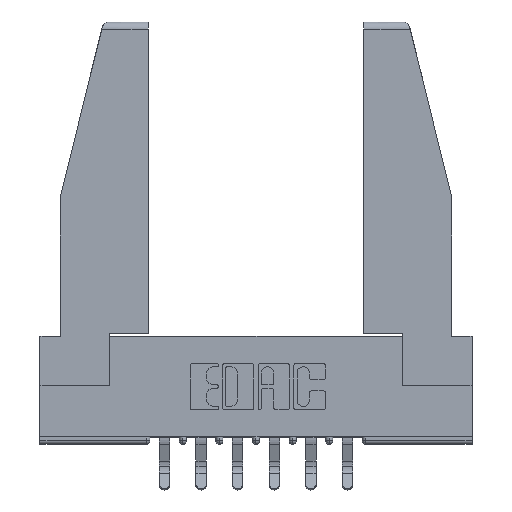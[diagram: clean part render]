
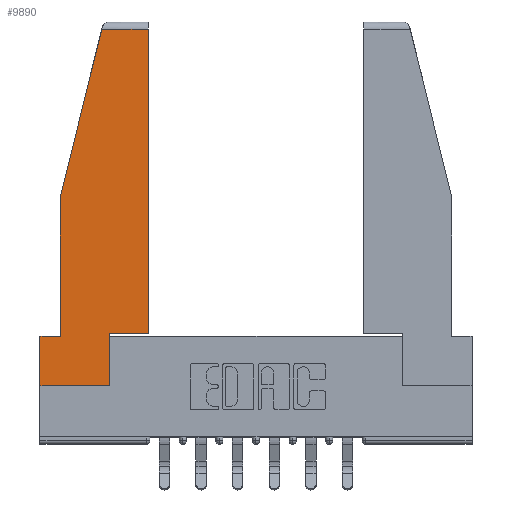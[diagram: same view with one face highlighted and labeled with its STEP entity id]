
A CAD part, top view. The second image highlights one B-rep face of the part: STEP entity #9890.
In plain terms, the highlighted planar face has unit normal (0, 0, 1).
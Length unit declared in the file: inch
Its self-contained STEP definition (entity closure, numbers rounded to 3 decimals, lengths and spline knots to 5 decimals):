
#274 = VERTEX_POINT ( 'NONE', #4415 ) ;
#329 = EDGE_CURVE ( 'NONE', #5337, #4493, #11082, .T. ) ;
#397 = VECTOR ( 'NONE', #10737, 39.37008 ) ;
#607 = VECTOR ( 'NONE', #2153, 39.37008 ) ;
#1045 = EDGE_LOOP ( 'NONE', ( #8727, #1865, #9429, #2427, #12437, #1585, #2037, #8683, #5003 ) ) ;
#1446 = EDGE_CURVE ( 'NONE', #13213, #13261, #10872, .T. ) ;
#1585 = ORIENTED_EDGE ( 'NONE', *, *, #3075, .T. ) ;
#1686 = VECTOR ( 'NONE', #11620, 39.37008 ) ;
#1865 = ORIENTED_EDGE ( 'NONE', *, *, #4092, .T. ) ;
#2037 = ORIENTED_EDGE ( 'NONE', *, *, #329, .T. ) ;
#2153 = DIRECTION ( 'NONE',  ( 0., 1., 0. ) ) ;
#2226 = CARTESIAN_POINT ( 'NONE',  ( 0., 1.52, 0. ) ) ;
#2234 = DIRECTION ( 'NONE',  ( 0., 1., 0. ) ) ;
#2427 = ORIENTED_EDGE ( 'NONE', *, *, #8022, .T. ) ;
#2715 = CARTESIAN_POINT ( 'NONE',  ( 0., 0.21, 0. ) ) ;
#2840 = LINE ( 'NONE', #9465, #1686 ) ;
#3075 = EDGE_CURVE ( 'NONE', #13261, #5337, #2840, .T. ) ;
#3110 = VECTOR ( 'NONE', #11603, 39.37008 ) ;
#3270 = CARTESIAN_POINT ( 'NONE',  ( 0., 0., 0. ) ) ;
#4032 = DIRECTION ( 'NONE',  ( 0., -1., 0. ) ) ;
#4092 = EDGE_CURVE ( 'NONE', #7242, #6085, #11474, .T. ) ;
#4219 = CARTESIAN_POINT ( 'NONE',  ( 0.297, 0., 0. ) ) ;
#4415 = CARTESIAN_POINT ( 'NONE',  ( 0.461, 0.223, 0. ) ) ;
#4493 = VERTEX_POINT ( 'NONE', #5186 ) ;
#4549 = EDGE_CURVE ( 'NONE', #6085, #8334, #9325, .T. ) ;
#4730 = CARTESIAN_POINT ( 'NONE',  ( 0.086, 0.8, 0. ) ) ;
#5003 = ORIENTED_EDGE ( 'NONE', *, *, #5388, .T. ) ;
#5014 = PLANE ( 'NONE',  #8031 ) ;
#5186 = CARTESIAN_POINT ( 'NONE',  ( 0.297, 0., 0. ) ) ;
#5337 = VERTEX_POINT ( 'NONE', #11721 ) ;
#5388 = EDGE_CURVE ( 'NONE', #13467, #274, #5390, .T. ) ;
#5390 = LINE ( 'NONE', #7583, #9936 ) ;
#5824 = CARTESIAN_POINT ( 'NONE',  ( 0.086, 0.21, 0. ) ) ;
#6085 = VERTEX_POINT ( 'NONE', #13321 ) ;
#6467 = CARTESIAN_POINT ( 'NONE',  ( 0., 0.21, 0. ) ) ;
#6711 = VECTOR ( 'NONE', #10543, 39.37008 ) ;
#7242 = VERTEX_POINT ( 'NONE', #7775 ) ;
#7488 = LINE ( 'NONE', #4219, #607 ) ;
#7583 = CARTESIAN_POINT ( 'NONE',  ( 0.297, 0.223, 0. ) ) ;
#7660 = FACE_OUTER_BOUND ( 'NONE', #1045, .T. ) ;
#7730 = LINE ( 'NONE', #10515, #9211 ) ;
#7775 = CARTESIAN_POINT ( 'NONE',  ( 0.461, 1.52, 0. ) ) ;
#8022 = EDGE_CURVE ( 'NONE', #8334, #13213, #12820, .T. ) ;
#8031 = AXIS2_PLACEMENT_3D ( 'NONE', #13420, #11483, #12532 ) ;
#8334 = VERTEX_POINT ( 'NONE', #4730 ) ;
#8647 = DIRECTION ( 'NONE',  ( 1., 0., 0. ) ) ;
#8683 = ORIENTED_EDGE ( 'NONE', *, *, #9049, .T. ) ;
#8727 = ORIENTED_EDGE ( 'NONE', *, *, #9071, .T. ) ;
#9049 = EDGE_CURVE ( 'NONE', #4493, #13467, #7488, .T. ) ;
#9071 = EDGE_CURVE ( 'NONE', #274, #7242, #7730, .T. ) ;
#9211 = VECTOR ( 'NONE', #2234, 39.37008 ) ;
#9325 = LINE ( 'NONE', #9530, #6711 ) ;
#9429 = ORIENTED_EDGE ( 'NONE', *, *, #4549, .T. ) ;
#9465 = CARTESIAN_POINT ( 'NONE',  ( 0., 0.21, 0. ) ) ;
#9530 = CARTESIAN_POINT ( 'NONE',  ( 0.271, 1.55, 0. ) ) ;
#9890 = ADVANCED_FACE ( 'NONE', ( #7660 ), #5014, .T. ) ;
#9936 = VECTOR ( 'NONE', #8647, 39.37008 ) ;
#10515 = CARTESIAN_POINT ( 'NONE',  ( 0.461, 0.223, 0. ) ) ;
#10543 = DIRECTION ( 'NONE',  ( -0.239, -0.971, 0. ) ) ;
#10639 = VECTOR ( 'NONE', #11571, 39.37008 ) ;
#10737 = DIRECTION ( 'NONE',  ( -1., 0., 0. ) ) ;
#10872 = LINE ( 'NONE', #6467, #397 ) ;
#11082 = LINE ( 'NONE', #3270, #3110 ) ;
#11474 = LINE ( 'NONE', #2226, #10639 ) ;
#11483 = DIRECTION ( 'NONE',  ( 0., 0., 1. ) ) ;
#11512 = CARTESIAN_POINT ( 'NONE',  ( 0.297, 0.223, 0. ) ) ;
#11571 = DIRECTION ( 'NONE',  ( -1., 0., 0. ) ) ;
#11603 = DIRECTION ( 'NONE',  ( 1., 0., 0. ) ) ;
#11620 = DIRECTION ( 'NONE',  ( 0., -1., 0. ) ) ;
#11721 = CARTESIAN_POINT ( 'NONE',  ( 0., 0., 0. ) ) ;
#12437 = ORIENTED_EDGE ( 'NONE', *, *, #1446, .T. ) ;
#12532 = DIRECTION ( 'NONE',  ( 1., 0., 0. ) ) ;
#12820 = LINE ( 'NONE', #13274, #13506 ) ;
#13213 = VERTEX_POINT ( 'NONE', #5824 ) ;
#13261 = VERTEX_POINT ( 'NONE', #2715 ) ;
#13274 = CARTESIAN_POINT ( 'NONE',  ( 0.086, 0.8, 0. ) ) ;
#13321 = CARTESIAN_POINT ( 'NONE',  ( 0.2636, 1.52, 0. ) ) ;
#13420 = CARTESIAN_POINT ( 'NONE',  ( 0., 0., 0. ) ) ;
#13467 = VERTEX_POINT ( 'NONE', #11512 ) ;
#13506 = VECTOR ( 'NONE', #4032, 39.37008 ) ;
